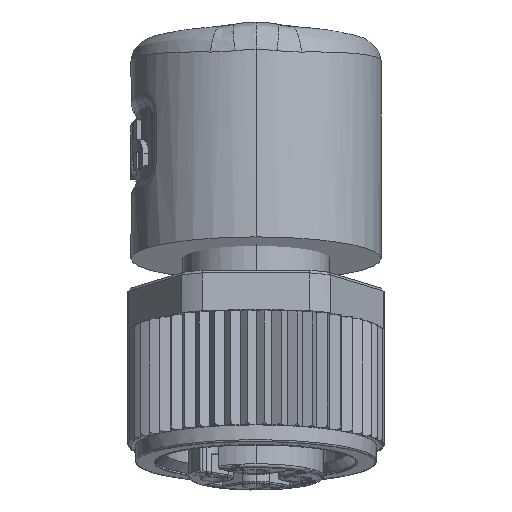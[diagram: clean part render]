
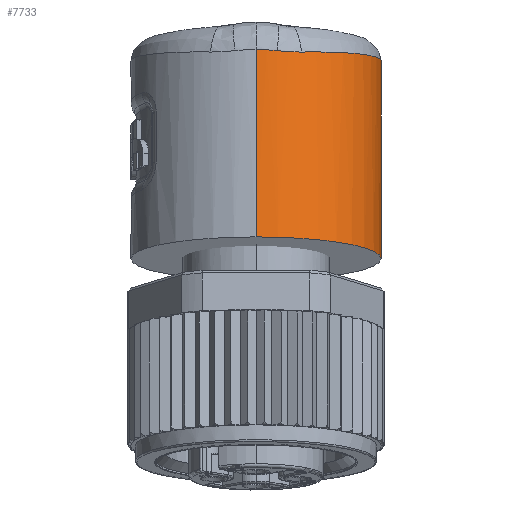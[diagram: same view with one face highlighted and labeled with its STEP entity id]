
A CAD part, front view. The second image highlights one B-rep face of the part: STEP entity #7733.
In plain terms, the highlighted cylindrical face has radius 7.5 mm (diameter 15 mm), a partial arc.
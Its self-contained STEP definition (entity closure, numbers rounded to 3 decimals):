
#7733=ADVANCED_FACE('',(#15265),#15266,.T.);
#15265=FACE_OUTER_BOUND('',#47586,.T.);
#15266=CYLINDRICAL_SURFACE('',#47587,7.5);
#47586=EDGE_LOOP('',(#66675,#66676,#66677,#66678,#66679,#66680,#66681,#66682,#66683,#66684,#66685));
#47587=AXIS2_PLACEMENT_3D('',#66686,#66687,#66688);
#66675=ORIENTED_EDGE('',*,*,#73049,.F.);
#66676=ORIENTED_EDGE('',*,*,#73053,.F.);
#66677=ORIENTED_EDGE('',*,*,#73190,.F.);
#66678=ORIENTED_EDGE('',*,*,#73191,.F.);
#66679=ORIENTED_EDGE('',*,*,#73192,.F.);
#66680=ORIENTED_EDGE('',*,*,#73055,.F.);
#66681=ORIENTED_EDGE('',*,*,#73045,.F.);
#66682=ORIENTED_EDGE('',*,*,#73193,.F.);
#66683=ORIENTED_EDGE('',*,*,#73100,.T.);
#66684=ORIENTED_EDGE('',*,*,#73194,.T.);
#66685=ORIENTED_EDGE('',*,*,#73042,.F.);
#66686=CARTESIAN_POINT('',(0.0,6.646,-7.682));
#66687=DIRECTION('',(0.0,-0.174,-0.985));
#66688=DIRECTION('',(0.0,-0.985,0.174));
#73042=EDGE_CURVE('',#81841,#81837,#81843,.T.);
#73045=EDGE_CURVE('',#81845,#81847,#81848,.T.);
#73049=EDGE_CURVE('',#81851,#81841,#81853,.T.);
#73053=EDGE_CURVE('',#81857,#81851,#81859,.T.);
#73055=EDGE_CURVE('',#81847,#81861,#81862,.T.);
#73100=EDGE_CURVE('',#81922,#81921,#81924,.T.);
#73190=EDGE_CURVE('',#82050,#81857,#82051,.T.);
#73191=EDGE_CURVE('',#82052,#82050,#82053,.T.);
#73192=EDGE_CURVE('',#81861,#82052,#82054,.T.);
#73193=EDGE_CURVE('',#81922,#81845,#82055,.T.);
#73194=EDGE_CURVE('',#81921,#81837,#82056,.T.);
#81837=VERTEX_POINT('',#102310);
#81841=VERTEX_POINT('',#102338);
#81843=B_SPLINE_CURVE_WITH_KNOTS('',3,(#102344,#102345,#102346,#102347,#102348,#102349,#102350,#102351,#102352,#102353,#102354,#102355,#102356,#102357,#102358,#102359,#102360,#102361,#102362,#102363,#102364,#102365),.UNSPECIFIED.,.F.,.F.,(4,1,1,1,1,1,1,1,1,1,1,1,1,1,1,1,1,1,1,4),(0.0,0.053,0.105,0.158,0.211,0.263,0.316,0.368,0.421,0.474,0.526,0.579,0.632,0.684,0.737,0.789,0.842,0.895,0.947,1.0),.UNSPECIFIED.);
#81845=VERTEX_POINT('',#102367);
#81847=VERTEX_POINT('',#102375);
#81848=B_SPLINE_CURVE_WITH_KNOTS('',3,(#102376,#102377,#102378,#102379,#102380,#102381,#102382,#102383),.UNSPECIFIED.,.F.,.F.,(4,1,1,1,1,4),(0.0,0.203,0.406,0.606,0.804,1.0),.UNSPECIFIED.);
#81851=VERTEX_POINT('',#102392);
#81853=B_SPLINE_CURVE_WITH_KNOTS('',3,(#102397,#102398,#102399,#102400,#102401,#102402),.UNSPECIFIED.,.F.,.F.,(4,1,1,4),(0.0,0.333,0.667,1.0),.UNSPECIFIED.);
#81857=VERTEX_POINT('',#102411);
#81859=B_SPLINE_CURVE_WITH_KNOTS('',3,(#102416,#102417,#102418,#102419,#102420,#102421),.UNSPECIFIED.,.F.,.F.,(4,1,1,4),(0.0,0.333,0.667,1.0),.UNSPECIFIED.);
#81861=VERTEX_POINT('',#102423);
#81862=B_SPLINE_CURVE_WITH_KNOTS('',3,(#102424,#102425,#102426,#102427,#102428,#102429),.UNSPECIFIED.,.F.,.F.,(4,1,1,4),(0.0,0.333,0.667,1.0),.UNSPECIFIED.);
#81921=VERTEX_POINT('',#102618);
#81922=VERTEX_POINT('',#102619);
#81924=CIRCLE('',#102621,7.5);
#82050=VERTEX_POINT('',#103332);
#82051=B_SPLINE_CURVE_WITH_KNOTS('',3,(#103333,#103334,#103335,#103336,#103337,#103338),.UNSPECIFIED.,.F.,.F.,(4,1,1,4),(0.0,0.333,0.667,1.0),.UNSPECIFIED.);
#82052=VERTEX_POINT('',#103339);
#82053=B_SPLINE_CURVE_WITH_KNOTS('',3,(#103340,#103341,#103342,#103343,#103344,#103345),.UNSPECIFIED.,.F.,.F.,(4,1,1,4),(0.0,0.333,0.667,1.0),.UNSPECIFIED.);
#82054=B_SPLINE_CURVE_WITH_KNOTS('',3,(#103346,#103347,#103348,#103349,#103350,#103351,#103352,#103353,#103354,#103355,#103356,#103357,#103358,#103359,#103360),.UNSPECIFIED.,.F.,.F.,(4,1,1,1,1,1,1,1,1,1,1,1,4),(0.0,0.083,0.167,0.25,0.333,0.417,0.5,0.583,0.667,0.75,0.833,0.917,1.0),.UNSPECIFIED.);
#82055=LINE('',#103361,#103362);
#82056=LINE('',#103363,#103364);
#102310=CARTESIAN_POINT('',(0.,14.348,-7.187));
#102338=CARTESIAN_POINT('',(6.536,11.568,-0.949));
#102344=CARTESIAN_POINT('',(6.536,11.568,-0.949));
#102345=CARTESIAN_POINT('',(6.52,11.574,-1.077));
#102346=CARTESIAN_POINT('',(6.481,11.598,-1.342));
#102347=CARTESIAN_POINT('',(6.394,11.67,-1.769));
#102348=CARTESIAN_POINT('',(6.273,11.784,-2.227));
#102349=CARTESIAN_POINT('',(6.109,11.942,-2.719));
#102350=CARTESIAN_POINT('',(5.893,12.145,-3.24));
#102351=CARTESIAN_POINT('',(5.622,12.382,-3.772));
#102352=CARTESIAN_POINT('',(5.296,12.642,-4.298));
#102353=CARTESIAN_POINT('',(4.928,12.904,-4.791));
#102354=CARTESIAN_POINT('',(4.528,13.155,-5.239));
#102355=CARTESIAN_POINT('',(4.105,13.387,-5.637));
#102356=CARTESIAN_POINT('',(3.667,13.595,-5.984));
#102357=CARTESIAN_POINT('',(3.219,13.777,-6.282));
#102358=CARTESIAN_POINT('',(2.764,13.934,-6.534));
#102359=CARTESIAN_POINT('',(2.305,14.064,-6.741));
#102360=CARTESIAN_POINT('',(1.844,14.169,-6.907));
#102361=CARTESIAN_POINT('',(1.381,14.25,-7.034));
#102362=CARTESIAN_POINT('',(0.918,14.307,-7.123));
#102363=CARTESIAN_POINT('',(0.457,14.341,-7.175));
#102364=CARTESIAN_POINT('',(0.152,14.348,-7.187));
#102365=CARTESIAN_POINT('',(0.,14.348,-7.187));
#102367=CARTESIAN_POINT('',(0.,1.239,4.847));
#102375=CARTESIAN_POINT('',(1.266,1.337,4.784));
#102376=CARTESIAN_POINT('',(0.,1.239,4.847));
#102377=CARTESIAN_POINT('',(0.086,1.239,4.847));
#102378=CARTESIAN_POINT('',(0.259,1.242,4.846));
#102379=CARTESIAN_POINT('',(0.516,1.254,4.839));
#102380=CARTESIAN_POINT('',(0.769,1.274,4.828));
#102381=CARTESIAN_POINT('',(1.019,1.302,4.81));
#102382=CARTESIAN_POINT('',(1.184,1.325,4.794));
#102383=CARTESIAN_POINT('',(1.266,1.337,4.784));
#102392=CARTESIAN_POINT('',(6.569,11.604,-0.401));
#102397=CARTESIAN_POINT('',(6.569,11.604,-0.401));
#102398=CARTESIAN_POINT('',(6.569,11.594,-0.458));
#102399=CARTESIAN_POINT('',(6.568,11.576,-0.576));
#102400=CARTESIAN_POINT('',(6.557,11.563,-0.758));
#102401=CARTESIAN_POINT('',(6.544,11.565,-0.885));
#102402=CARTESIAN_POINT('',(6.536,11.568,-0.949));
#102411=CARTESIAN_POINT('',(6.561,11.795,0.599));
#102416=CARTESIAN_POINT('',(6.561,11.795,0.599));
#102417=CARTESIAN_POINT('',(6.562,11.774,0.488));
#102418=CARTESIAN_POINT('',(6.564,11.732,0.266));
#102419=CARTESIAN_POINT('',(6.567,11.667,-0.067));
#102420=CARTESIAN_POINT('',(6.568,11.625,-0.29));
#102421=CARTESIAN_POINT('',(6.569,11.604,-0.401));
#102423=CARTESIAN_POINT('',(2.72,1.732,4.701));
#102424=CARTESIAN_POINT('',(1.266,1.337,4.784));
#102425=CARTESIAN_POINT('',(1.44,1.364,4.765));
#102426=CARTESIAN_POINT('',(1.781,1.43,4.731));
#102427=CARTESIAN_POINT('',(2.267,1.564,4.702));
#102428=CARTESIAN_POINT('',(2.572,1.673,4.699));
#102429=CARTESIAN_POINT('',(2.72,1.732,4.701));
#102618=CARTESIAN_POINT('',(0.,14.032,-8.984));
#102619=CARTESIAN_POINT('',(0.0,-0.741,-6.379));
#102621=AXIS2_PLACEMENT_3D('',#111079,#111080,#111081);
#103332=CARTESIAN_POINT('',(6.507,12.012,1.274));
#103333=CARTESIAN_POINT('',(6.507,12.012,1.274));
#103334=CARTESIAN_POINT('',(6.519,11.977,1.194));
#103335=CARTESIAN_POINT('',(6.539,11.913,1.038));
#103336=CARTESIAN_POINT('',(6.556,11.841,0.812));
#103337=CARTESIAN_POINT('',(6.561,11.808,0.669));
#103338=CARTESIAN_POINT('',(6.561,11.795,0.599));
#103339=CARTESIAN_POINT('',(5.818,13.425,3.511));
#103340=CARTESIAN_POINT('',(5.818,13.425,3.511));
#103341=CARTESIAN_POINT('',(5.945,13.22,3.248));
#103342=CARTESIAN_POINT('',(6.158,12.838,2.731));
#103343=CARTESIAN_POINT('',(6.378,12.363,1.986));
#103344=CARTESIAN_POINT('',(6.471,12.117,1.509));
#103345=CARTESIAN_POINT('',(6.507,12.012,1.274));
#103346=CARTESIAN_POINT('',(2.72,1.732,4.701));
#103347=CARTESIAN_POINT('',(3.086,1.877,4.707));
#103348=CARTESIAN_POINT('',(3.796,2.226,4.71));
#103349=CARTESIAN_POINT('',(4.763,2.904,4.689));
#103350=CARTESIAN_POINT('',(5.613,3.722,4.644));
#103351=CARTESIAN_POINT('',(6.321,4.651,4.577));
#103352=CARTESIAN_POINT('',(6.89,5.702,4.488));
#103353=CARTESIAN_POINT('',(7.282,6.819,4.381));
#103354=CARTESIAN_POINT('',(7.492,7.984,4.257));
#103355=CARTESIAN_POINT('',(7.52,9.138,4.124));
#103356=CARTESIAN_POINT('',(7.361,10.32,3.976));
#103357=CARTESIAN_POINT('',(7.019,11.445,3.823));
#103358=CARTESIAN_POINT('',(6.508,12.494,3.667));
#103359=CARTESIAN_POINT('',(6.063,13.128,3.563));
#103360=CARTESIAN_POINT('',(5.818,13.425,3.511));
#103361=CARTESIAN_POINT('',(0.0,-0.741,-6.379));
#103362=VECTOR('',#111101,11.4);
#103363=CARTESIAN_POINT('',(0.,14.032,-8.984));
#103364=VECTOR('',#111102,1.825);
#111079=CARTESIAN_POINT('',(0.0,6.646,-7.682));
#111080=DIRECTION('',(0.0,0.174,0.985));
#111081=DIRECTION('',(0.0,-0.985,0.174));
#111101=DIRECTION('',(0.,0.174,0.985));
#111102=DIRECTION('',(0.,0.174,0.985));
